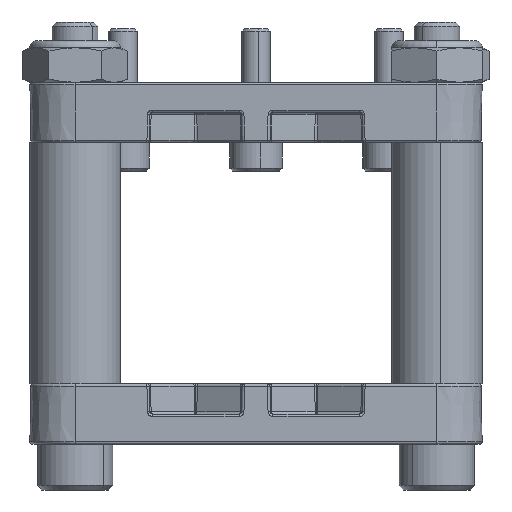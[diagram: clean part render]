
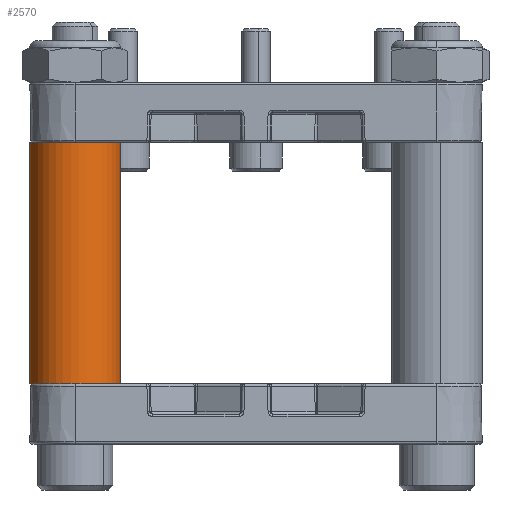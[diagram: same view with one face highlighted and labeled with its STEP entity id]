
A CAD part, left-side view. The second image highlights one B-rep face of the part: STEP entity #2570.
In plain terms, the highlighted cylindrical face has radius 4.763 mm (diameter 9.525 mm), a partial arc.
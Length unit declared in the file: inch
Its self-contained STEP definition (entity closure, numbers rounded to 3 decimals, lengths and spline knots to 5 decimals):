
#158 = DIRECTION ( 'NONE',  ( 0., -1., 0. ) ) ;
#903 = CARTESIAN_POINT ( 'NONE',  ( 0., 1., 0. ) ) ;
#1144 = FACE_OUTER_BOUND ( 'NONE', #10107, .T. ) ;
#1294 = VECTOR ( 'NONE', #158, 39.37008 ) ;
#1304 = VECTOR ( 'NONE', #10180, 39.37008 ) ;
#1486 = DIRECTION ( 'NONE',  ( 0., 1., 0. ) ) ;
#2052 = DIRECTION ( 'NONE',  ( 0., 1., 0. ) ) ;
#2535 = DIRECTION ( 'NONE',  ( 0., 0., 1. ) ) ;
#2570 = ADVANCED_FACE ( 'NONE', ( #1144 ), #12287, .T. ) ;
#2891 = CARTESIAN_POINT ( 'NONE',  ( 0., 1., 0.1875 ) ) ;
#3135 = CARTESIAN_POINT ( 'NONE',  ( 0., 0., 0.1875 ) ) ;
#3517 = CARTESIAN_POINT ( 'NONE',  ( 0., 1., 0.1875 ) ) ;
#3594 = CARTESIAN_POINT ( 'NONE',  ( 0., 1., -0.1875 ) ) ;
#3995 = CIRCLE ( 'NONE', #14482, 0.1875 ) ;
#5983 = DIRECTION ( 'NONE',  ( 0., -1., 0. ) ) ;
#6716 = VERTEX_POINT ( 'NONE', #3517 ) ;
#6823 = DIRECTION ( 'NONE',  ( 0., 0., 1. ) ) ;
#7643 = ORIENTED_EDGE ( 'NONE', *, *, #10521, .F. ) ;
#7900 = ORIENTED_EDGE ( 'NONE', *, *, #11184, .T. ) ;
#8511 = DIRECTION ( 'NONE',  ( 0., 0., -1. ) ) ;
#8532 = VERTEX_POINT ( 'NONE', #3135 ) ;
#8607 = AXIS2_PLACEMENT_3D ( 'NONE', #903, #5983, #8511 ) ;
#8895 = EDGE_CURVE ( 'NONE', #6716, #11279, #14100, .T. ) ;
#10107 = EDGE_LOOP ( 'NONE', ( #10541, #7900, #12042, #7643 ) ) ;
#10180 = DIRECTION ( 'NONE',  ( 0., -1., 0. ) ) ;
#10342 = LINE ( 'NONE', #2891, #1304 ) ;
#10521 = EDGE_CURVE ( 'NONE', #11279, #13676, #10640, .T. ) ;
#10541 = ORIENTED_EDGE ( 'NONE', *, *, #8895, .F. ) ;
#10640 = LINE ( 'NONE', #15150, #1294 ) ;
#11184 = EDGE_CURVE ( 'NONE', #6716, #8532, #10342, .T. ) ;
#11279 = VERTEX_POINT ( 'NONE', #3594 ) ;
#11755 = CARTESIAN_POINT ( 'NONE',  ( 0., 1., 0. ) ) ;
#12003 = AXIS2_PLACEMENT_3D ( 'NONE', #11755, #2052, #6823 ) ;
#12042 = ORIENTED_EDGE ( 'NONE', *, *, #13707, .T. ) ;
#12287 = CYLINDRICAL_SURFACE ( 'NONE', #8607, 0.1875 ) ;
#12630 = CARTESIAN_POINT ( 'NONE',  ( 0., 0., -0.1875 ) ) ;
#12709 = CARTESIAN_POINT ( 'NONE',  ( 0., 0., 0. ) ) ;
#13676 = VERTEX_POINT ( 'NONE', #12630 ) ;
#13707 = EDGE_CURVE ( 'NONE', #8532, #13676, #3995, .T. ) ;
#14100 = CIRCLE ( 'NONE', #12003, 0.1875 ) ;
#14482 = AXIS2_PLACEMENT_3D ( 'NONE', #12709, #1486, #2535 ) ;
#15150 = CARTESIAN_POINT ( 'NONE',  ( 0., 1., -0.1875 ) ) ;
